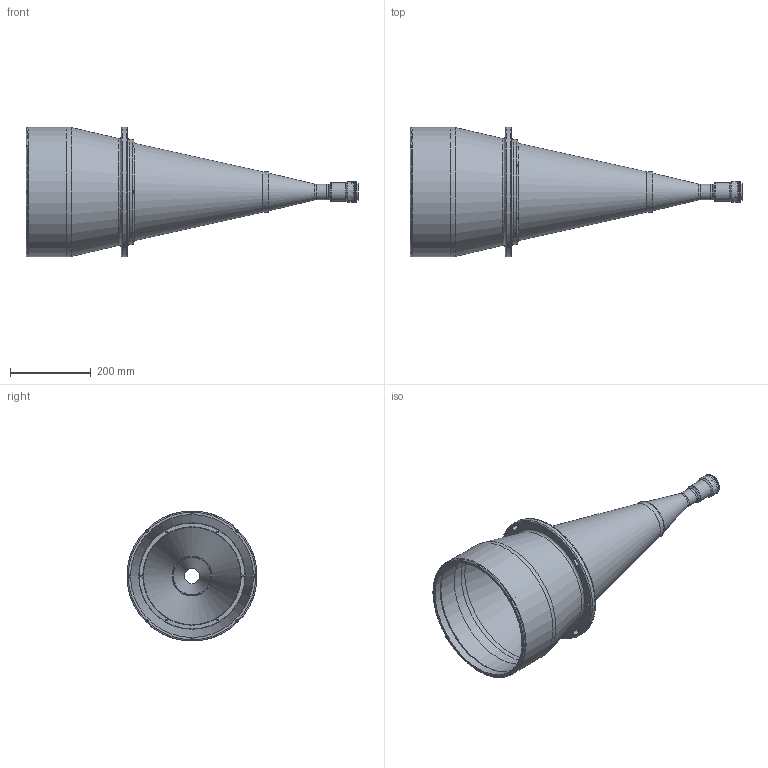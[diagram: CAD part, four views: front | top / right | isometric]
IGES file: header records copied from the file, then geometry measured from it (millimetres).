
Start section: SolidWorks IGES file using analytic representation for surfaces
Global section: file name: DP32133-A_TC4MHRP240-J.igs; native system: SolidWorks 2021; preprocessor: SolidWorks 2021; author: lrizzotto; date: 220613.141900; units: millimetre
Bounding box: 822.78 x 322 x 322 mm (x, y, z)
Surface area: 640020.9 mm2 (no closed solid volume)
Topology: 0 solids, 0 shells, 179 faces, 1105 edges, 1039 vertices
Faces by surface type: revolution 104, bspline 75
